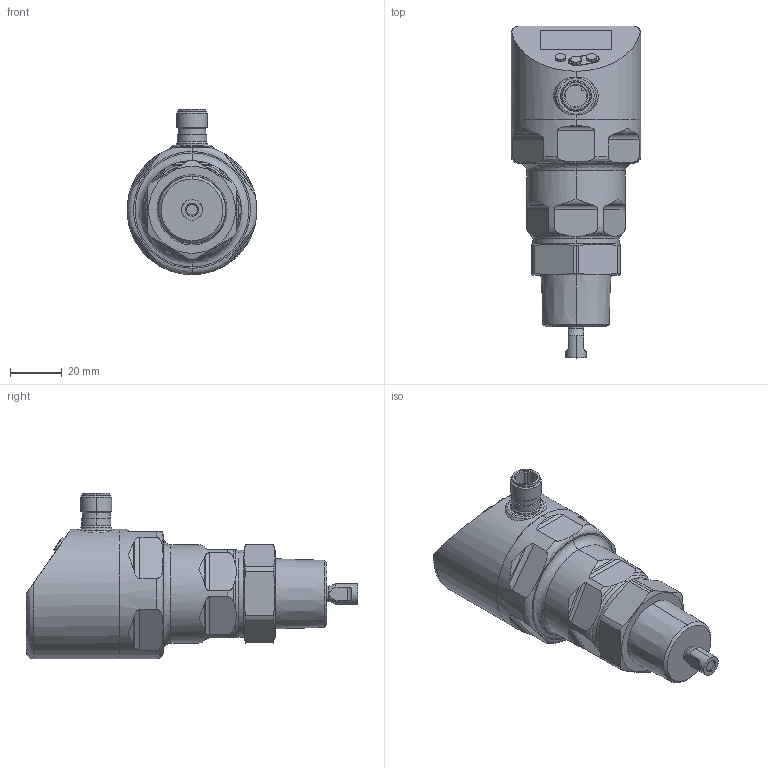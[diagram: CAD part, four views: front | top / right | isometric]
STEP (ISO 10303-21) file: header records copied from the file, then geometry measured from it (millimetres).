
FILE_DESCRIPTION (( 'STEP AP214' ), '1' );
FILE_NAME ('GWR-1600-P.STEP', '2020-05-20T16:22:40', ( '' ), ( '' ), 'SwSTEP 2.0', 'SolidWorks 2017', '' );
FILE_SCHEMA (( 'AUTOMOTIVE_DESIGN' ));
Length unit declared in the file: inch
Products named in the file (1): GWR-1600-P
Bounding box: 50.1 x 128.25 x 63.9 mm (x, y, z)
Volume: 152928.4 mm3; surface area: 19010.6 mm2
Topology: 1 solids, 1 shells, 204 faces, 539 edges, 352 vertices
Faces by surface type: plane 82, cylinder 74, cone 31, bspline 17
Entity records: 7609 total; most frequent: CARTESIAN_POINT 2775, ORIENTED_EDGE 1078, DIRECTION 919, EDGE_CURVE 539, AXIS2_PLACEMENT_3D 354, VERTEX_POINT 352, EDGE_LOOP 219, LINE 211
